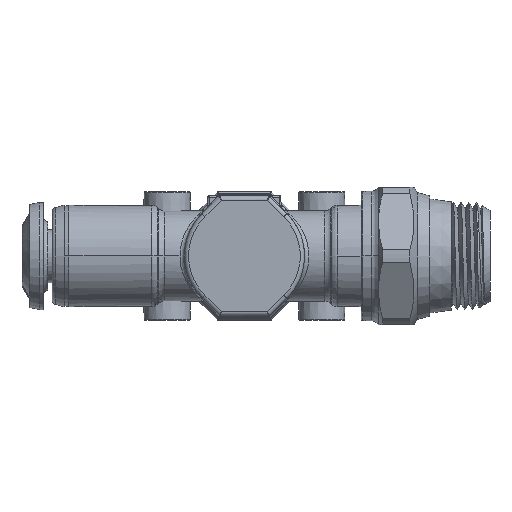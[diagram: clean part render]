
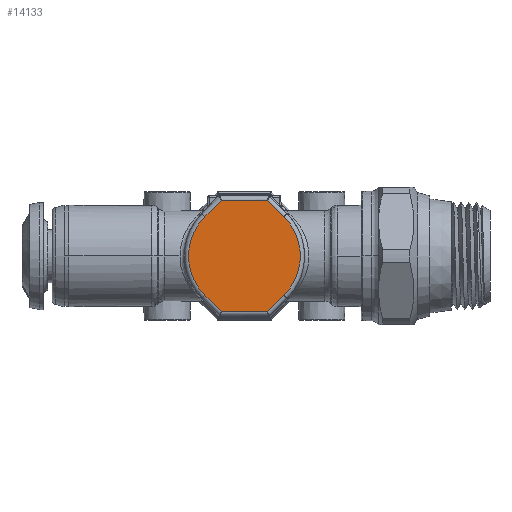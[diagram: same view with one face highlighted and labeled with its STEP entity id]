
A CAD part, front view. The second image highlights one B-rep face of the part: STEP entity #14133.
In plain terms, the highlighted planar face has unit normal (0, -1, 0).
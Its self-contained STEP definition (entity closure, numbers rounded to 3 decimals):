
#1512 = ORIENTED_EDGE ( 'NONE', *, *, #2681, .T. ) ;
#1711 = CIRCLE ( 'NONE', #17708, 6.5 ) ;
#2061 = DIRECTION ( 'NONE',  ( 0., -1., 0. ) ) ;
#2079 = EDGE_CURVE ( 'NONE', #15673, #12019, #32499, .T. ) ;
#2185 = CARTESIAN_POINT ( 'NONE',  ( 2.899, -6.8, -6.5 ) ) ;
#2664 = LINE ( 'NONE', #14189, #17068 ) ;
#2681 = EDGE_CURVE ( 'NONE', #17834, #30359, #2664, .T. ) ;
#3690 = ORIENTED_EDGE ( 'NONE', *, *, #34566, .T. ) ;
#4008 = EDGE_CURVE ( 'NONE', #30359, #28210, #26997, .T. ) ;
#4464 = CIRCLE ( 'NONE', #28776, 6.5 ) ;
#4732 = VERTEX_POINT ( 'NONE', #5343 ) ;
#5234 = CARTESIAN_POINT ( 'NONE',  ( 4.596, -6.8, -4.596 ) ) ;
#5285 = VECTOR ( 'NONE', #21095, 1000. ) ;
#5343 = CARTESIAN_POINT ( 'NONE',  ( 4.596, -6.8, 4.596 ) ) ;
#6354 = CARTESIAN_POINT ( 'NONE',  ( 0., -6.8, 0. ) ) ;
#6674 = EDGE_CURVE ( 'NONE', #4732, #13107, #29859, .T. ) ;
#6703 = DIRECTION ( 'NONE',  ( 0.707, 0., -0.707 ) ) ;
#7107 = AXIS2_PLACEMENT_3D ( 'NONE', #14240, #32873, #16917 ) ;
#7635 = CARTESIAN_POINT ( 'NONE',  ( 2.692, -6.8, 6.5 ) ) ;
#7768 = EDGE_CURVE ( 'NONE', #28210, #22596, #33211, .T. ) ;
#9005 = DIRECTION ( 'NONE',  ( 0., 0., 1. ) ) ;
#9230 = DIRECTION ( 'NONE',  ( 0.707, 0., 0.707 ) ) ;
#10352 = CARTESIAN_POINT ( 'NONE',  ( -2.899, -6.8, 6.5 ) ) ;
#11054 = DIRECTION ( 'NONE',  ( -0.707, 0., -0.707 ) ) ;
#12019 = VERTEX_POINT ( 'NONE', #21989 ) ;
#12424 = CARTESIAN_POINT ( 'NONE',  ( -2.692, -6.8, -6.5 ) ) ;
#12443 = EDGE_CURVE ( 'NONE', #13107, #15673, #19500, .T. ) ;
#13107 = VERTEX_POINT ( 'NONE', #7635 ) ;
#13453 = VECTOR ( 'NONE', #19299, 1000. ) ;
#13505 = FACE_OUTER_BOUND ( 'NONE', #14153, .T. ) ;
#14060 = VECTOR ( 'NONE', #18153, 1000. ) ;
#14133 = ADVANCED_FACE ( 'NONE', ( #13505 ), #19466, .F. ) ;
#14153 = EDGE_LOOP ( 'NONE', ( #29126, #33324, #34322, #3690, #1512, #31471, #30822, #19579 ) ) ;
#14189 = CARTESIAN_POINT ( 'NONE',  ( -2.546, -6.8, -6.646 ) ) ;
#14240 = CARTESIAN_POINT ( 'NONE',  ( 0., -6.8, 0. ) ) ;
#15673 = VERTEX_POINT ( 'NONE', #33129 ) ;
#16917 = DIRECTION ( 'NONE',  ( 0., 0., 1. ) ) ;
#17068 = VECTOR ( 'NONE', #6703, 1000. ) ;
#17615 = EDGE_CURVE ( 'NONE', #22596, #4732, #4464, .T. ) ;
#17708 = AXIS2_PLACEMENT_3D ( 'NONE', #18129, #2061, #20804 ) ;
#17834 = VERTEX_POINT ( 'NONE', #28736 ) ;
#17926 = CARTESIAN_POINT ( 'NONE',  ( 2.546, -6.8, 6.646 ) ) ;
#18129 = CARTESIAN_POINT ( 'NONE',  ( 0., -6.8, 0. ) ) ;
#18153 = DIRECTION ( 'NONE',  ( 1., 0., 0. ) ) ;
#19047 = VECTOR ( 'NONE', #9230, 1000. ) ;
#19299 = DIRECTION ( 'NONE',  ( -0.707, 0., 0.707 ) ) ;
#19466 = PLANE ( 'NONE',  #7107 ) ;
#19500 = LINE ( 'NONE', #10352, #5285 ) ;
#19579 = ORIENTED_EDGE ( 'NONE', *, *, #17615, .T. ) ;
#20804 = DIRECTION ( 'NONE',  ( 0., 0., 1. ) ) ;
#21095 = DIRECTION ( 'NONE',  ( -1., 0., 0. ) ) ;
#21989 = CARTESIAN_POINT ( 'NONE',  ( -4.596, -6.8, 4.596 ) ) ;
#22168 = VECTOR ( 'NONE', #11054, 1000. ) ;
#22596 = VERTEX_POINT ( 'NONE', #25947 ) ;
#25010 = DIRECTION ( 'NONE',  ( 0., -1., 0. ) ) ;
#25947 = CARTESIAN_POINT ( 'NONE',  ( 4.596, -6.8, -4.596 ) ) ;
#26997 = LINE ( 'NONE', #2185, #14060 ) ;
#28210 = VERTEX_POINT ( 'NONE', #32441 ) ;
#28736 = CARTESIAN_POINT ( 'NONE',  ( -4.596, -6.8, -4.596 ) ) ;
#28776 = AXIS2_PLACEMENT_3D ( 'NONE', #6354, #25010, #9005 ) ;
#29126 = ORIENTED_EDGE ( 'NONE', *, *, #6674, .T. ) ;
#29859 = LINE ( 'NONE', #17926, #13453 ) ;
#30359 = VERTEX_POINT ( 'NONE', #12424 ) ;
#30822 = ORIENTED_EDGE ( 'NONE', *, *, #7768, .T. ) ;
#31391 = CARTESIAN_POINT ( 'NONE',  ( -4.596, -6.8, 4.596 ) ) ;
#31471 = ORIENTED_EDGE ( 'NONE', *, *, #4008, .T. ) ;
#32441 = CARTESIAN_POINT ( 'NONE',  ( 2.692, -6.8, -6.5 ) ) ;
#32499 = LINE ( 'NONE', #31391, #22168 ) ;
#32873 = DIRECTION ( 'NONE',  ( 0., 1., 0. ) ) ;
#33129 = CARTESIAN_POINT ( 'NONE',  ( -2.692, -6.8, 6.5 ) ) ;
#33211 = LINE ( 'NONE', #5234, #19047 ) ;
#33324 = ORIENTED_EDGE ( 'NONE', *, *, #12443, .T. ) ;
#34322 = ORIENTED_EDGE ( 'NONE', *, *, #2079, .T. ) ;
#34566 = EDGE_CURVE ( 'NONE', #12019, #17834, #1711, .T. ) ;
